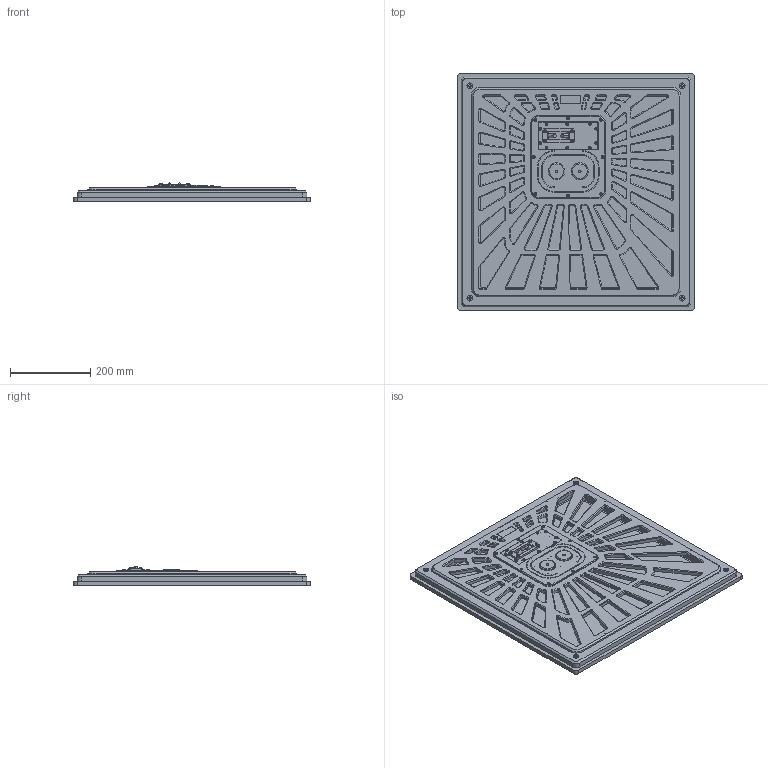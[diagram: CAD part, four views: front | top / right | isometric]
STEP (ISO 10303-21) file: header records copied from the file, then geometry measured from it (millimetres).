
FILE_DESCRIPTION (( 'STEP AP203' ), '1' );
FILE_NAME ('PLATANAR PS.STEP', '2024-08-14T09:46:03', ( '' ), ( '' ), 'SwSTEP 2.0', 'SolidWorks 2024', '' );
FILE_SCHEMA (( 'CONFIG_CONTROL_DESIGN' ));
Length unit declared in the file: millimetre
Products named in the file (14): Рама Мембр; резьбовая вставка; Корпус ПлАГ; hex tapping screws_iso2_Tapping Screw ISO 14585 - ST3.5 x 13-C-N; кольцо стеклотекст; hex socket head screws_iso_ISO 14586 - ST2.9 x 19-C-N; hex tapping screws_iso2_Tapping Screw ISO 14585 - ST3.5 x 9.5-C-N; Крышка Коннектора; PLATANAR PS; Экс Б4; ГрильПлАГ; МембранаПлАГ; Платф пружинная; Терминал WTB-O60N
Assembly tree (53 placements, depth 2):
  PLATANAR PS
    Рама Мембр
    Платф пружинная
    ГрильПлАГ
    Корпус ПлАГ
    Крышка Коннектора
    Терминал WTB-O60N
    резьбовая вставка  x4
    кольцо стеклотекст  x2
    hex tapping screws_iso2_Tapping Screw ISO 14585 - ST3.5 x 13-C-N  x22
    hex socket head screws_iso_ISO 14586 - ST2.9 x 19-C-N  x8
    hex tapping screws_iso2_Tapping Screw ISO 14585 - ST3.5 x 9.5-C-N  x8
    Экс Б4  x2
    МембранаПлАГ
Bounding box: 590 x 590 x 47.19 mm (x, y, z)
Volume: 4571622.2 mm3; surface area: 2034822.5 mm2
Topology: 55 solids, 55 shells, 2834 faces, 6567 edges, 3914 vertices
Faces by surface type: plane 1245, cylinder 897, cone 464, torus 92, bspline 76, sphere 60
Entity records: 51539 total; most frequent: DIRECTION 8981, CARTESIAN_POINT 8487, ORIENTED_EDGE 8072, EDGE_CURVE 4036, AXIS2_PLACEMENT_3D 3311, VERTEX_POINT 2505, VECTOR 2359, LINE 2359
